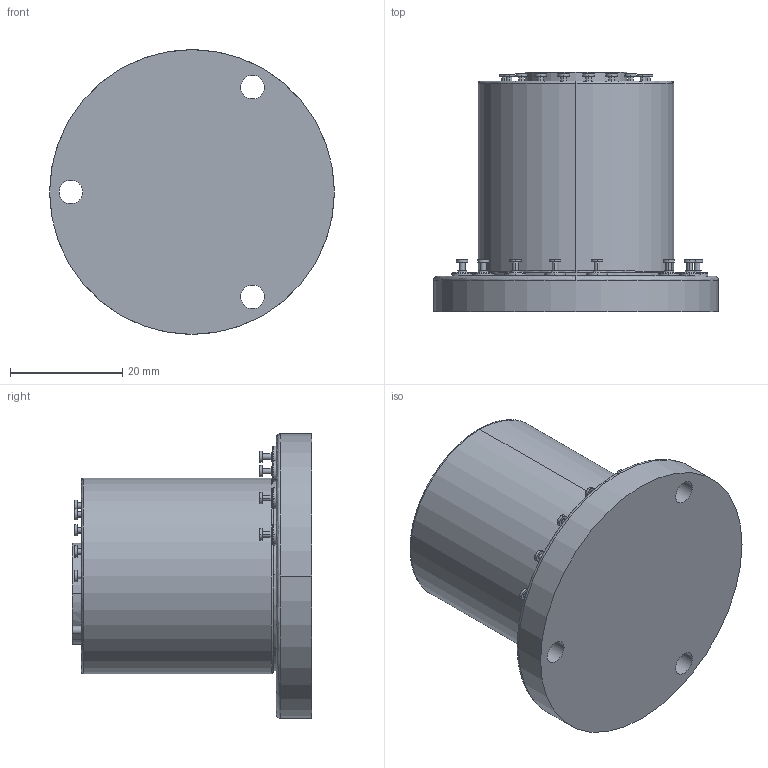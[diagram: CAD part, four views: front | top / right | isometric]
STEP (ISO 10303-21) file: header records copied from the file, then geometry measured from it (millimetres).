
FILE_DESCRIPTION (( 'STEP AP203' ), '1' );
FILE_NAME ('1007839.STEP', '2017-06-06T15:41:01', ( '' ), ( '' ), 'SwSTEP 2.0', 'SolidWorks 2014', '' );
FILE_SCHEMA (( 'CONFIG_CONTROL_DESIGN' ));
Length unit declared in the file: inch
Products named in the file (1): 1007839
Bounding box: 50.77 x 42.72 x 50.77 mm (x, y, z)
Volume: 45378 mm3; surface area: 9913.9 mm2
Topology: 1 solids, 3 shells, 498 faces, 1139 edges, 744 vertices
Faces by surface type: plane 196, cylinder 185, bspline 73, cone 44
Entity records: 18021 total; most frequent: CARTESIAN_POINT 6767, DIRECTION 2272, ORIENTED_EDGE 2270, EDGE_CURVE 1135, AXIS2_PLACEMENT_3D 855, VERTEX_POINT 744, EDGE_LOOP 605, VECTOR 562
